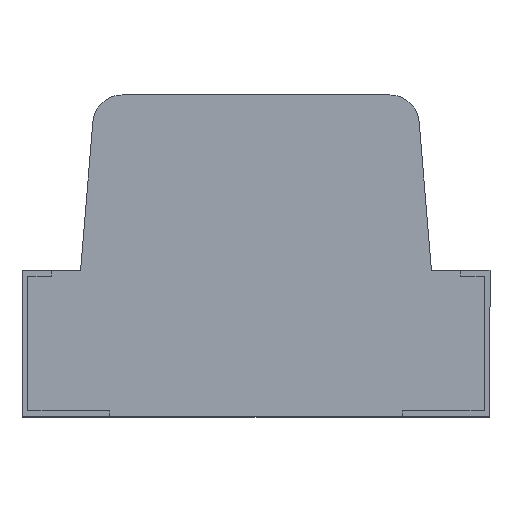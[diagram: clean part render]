
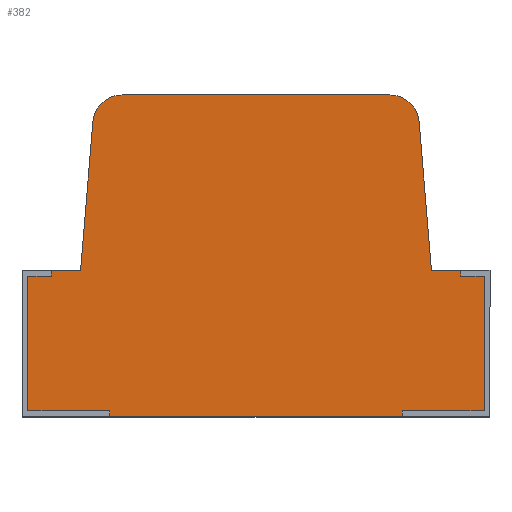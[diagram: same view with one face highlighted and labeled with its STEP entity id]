
A CAD part, top view. The second image highlights one B-rep face of the part: STEP entity #382.
In plain terms, the highlighted planar face has unit normal (0, 0, 1).
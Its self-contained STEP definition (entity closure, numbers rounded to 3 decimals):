
#2 = CARTESIAN_POINT ( 'NONE',  ( -0.7, 0.5, 0.4 ) ) ;
#22 = DIRECTION ( 'NONE',  ( -1., 0., 0. ) ) ;
#34 = LINE ( 'NONE', #1516, #752 ) ;
#39 = EDGE_CURVE ( 'NONE', #63, #727, #1341, .T. ) ;
#44 = VERTEX_POINT ( 'NONE', #1167 ) ;
#58 = CARTESIAN_POINT ( 'NONE',  ( 0.7, 0.5, 0.4 ) ) ;
#63 = VERTEX_POINT ( 'NONE', #221 ) ;
#86 = DIRECTION ( 'NONE',  ( 1., 0., 0. ) ) ;
#88 = DIRECTION ( 'NONE',  ( 0., -1., 0. ) ) ;
#93 = VERTEX_POINT ( 'NONE', #1084 ) ;
#96 = LINE ( 'NONE', #637, #1466 ) ;
#141 = DIRECTION ( 'NONE',  ( 1., 0., 0. ) ) ;
#153 = VECTOR ( 'NONE', #830, 1000. ) ;
#160 = EDGE_CURVE ( 'NONE', #340, #366, #1115, .T. ) ;
#162 = CARTESIAN_POINT ( 'NONE',  ( -0.558, 1.008, 0.4 ) ) ;
#165 = ORIENTED_EDGE ( 'NONE', *, *, #286, .T. ) ;
#180 = CARTESIAN_POINT ( 'NONE',  ( 0.8, 0.5, 0.4 ) ) ;
#188 = LINE ( 'NONE', #2, #1055 ) ;
#200 = CARTESIAN_POINT ( 'NONE',  ( -0.6, 0.5, 0.4 ) ) ;
#221 = CARTESIAN_POINT ( 'NONE',  ( 0.6, 0.5, 0.4 ) ) ;
#224 = CARTESIAN_POINT ( 'NONE',  ( -0.78, 0.02, 0.4 ) ) ;
#251 = VECTOR ( 'NONE', #141, 1000. ) ;
#252 = AXIS2_PLACEMENT_3D ( 'NONE', #717, #817, #86 ) ;
#264 = EDGE_CURVE ( 'NONE', #1498, #93, #518, .T. ) ;
#269 = LINE ( 'NONE', #682, #1226 ) ;
#286 = EDGE_CURVE ( 'NONE', #63, #1259, #96, .T. ) ;
#287 = FACE_OUTER_BOUND ( 'NONE', #964, .T. ) ;
#296 = DIRECTION ( 'NONE',  ( 1., 0., 0. ) ) ;
#318 = EDGE_CURVE ( 'NONE', #971, #685, #786, .T. ) ;
#340 = VERTEX_POINT ( 'NONE', #443 ) ;
#347 = ORIENTED_EDGE ( 'NONE', *, *, #160, .F. ) ;
#365 = VERTEX_POINT ( 'NONE', #1293 ) ;
#366 = VERTEX_POINT ( 'NONE', #1510 ) ;
#378 = VERTEX_POINT ( 'NONE', #920 ) ;
#382 = ADVANCED_FACE ( 'NONE', ( #287 ), #436, .F. ) ;
#389 = VECTOR ( 'NONE', #780, 1000. ) ;
#400 = ORIENTED_EDGE ( 'NONE', *, *, #583, .F. ) ;
#404 = DIRECTION ( 'NONE',  ( 0., -1., 0. ) ) ;
#408 = EDGE_CURVE ( 'NONE', #1112, #548, #1338, .T. ) ;
#418 = CIRCLE ( 'NONE', #252, 0.1 ) ;
#422 = VECTOR ( 'NONE', #404, 1000. ) ;
#436 = PLANE ( 'NONE',  #1028 ) ;
#439 = CARTESIAN_POINT ( 'NONE',  ( 0.8, 0.5, 0.4 ) ) ;
#443 = CARTESIAN_POINT ( 'NONE',  ( 0.78, 0.02, 0.4 ) ) ;
#445 = DIRECTION ( 'NONE',  ( 1., 0., 0. ) ) ;
#453 = DIRECTION ( 'NONE',  ( 0., 0., 1. ) ) ;
#458 = ORIENTED_EDGE ( 'NONE', *, *, #1132, .T. ) ;
#461 = VECTOR ( 'NONE', #296, 1000. ) ;
#482 = VECTOR ( 'NONE', #1417, 1000. ) ;
#512 = EDGE_CURVE ( 'NONE', #378, #44, #1318, .T. ) ;
#518 = LINE ( 'NONE', #621, #251 ) ;
#522 = EDGE_CURVE ( 'NONE', #1445, #971, #1353, .T. ) ;
#529 = EDGE_CURVE ( 'NONE', #1259, #378, #418, .T. ) ;
#530 = ORIENTED_EDGE ( 'NONE', *, *, #994, .F. ) ;
#548 = VERTEX_POINT ( 'NONE', #722 ) ;
#550 = CARTESIAN_POINT ( 'NONE',  ( 0.7, 0.5, 0.4 ) ) ;
#576 = DIRECTION ( 'NONE',  ( 1., 0., 0. ) ) ;
#583 = EDGE_CURVE ( 'NONE', #685, #365, #188, .T. ) ;
#618 = ORIENTED_EDGE ( 'NONE', *, *, #1282, .F. ) ;
#620 = ORIENTED_EDGE ( 'NONE', *, *, #522, .F. ) ;
#621 = CARTESIAN_POINT ( 'NONE',  ( 0.8, 0., 0.4 ) ) ;
#637 = CARTESIAN_POINT ( 'NONE',  ( 0.558, 1.008, 0.4 ) ) ;
#638 = ORIENTED_EDGE ( 'NONE', *, *, #1164, .F. ) ;
#651 = CARTESIAN_POINT ( 'NONE',  ( 0.7, 0.48, 0.4 ) ) ;
#672 = CARTESIAN_POINT ( 'NONE',  ( -0.5, 0.02, 0.4 ) ) ;
#678 = LINE ( 'NONE', #741, #1119 ) ;
#682 = CARTESIAN_POINT ( 'NONE',  ( 0.5, 0.02, 0.4 ) ) ;
#685 = VERTEX_POINT ( 'NONE', #1438 ) ;
#688 = ORIENTED_EDGE ( 'NONE', *, *, #39, .F. ) ;
#691 = ORIENTED_EDGE ( 'NONE', *, *, #512, .T. ) ;
#717 = CARTESIAN_POINT ( 'NONE',  ( 0.458, 1., 0.4 ) ) ;
#722 = CARTESIAN_POINT ( 'NONE',  ( 0.78, 0.48, 0.4 ) ) ;
#727 = VERTEX_POINT ( 'NONE', #550 ) ;
#741 = CARTESIAN_POINT ( 'NONE',  ( -0.5, 0.02, 0.4 ) ) ;
#744 = CARTESIAN_POINT ( 'NONE',  ( -0.78, 0.02, 0.4 ) ) ;
#745 = ORIENTED_EDGE ( 'NONE', *, *, #891, .F. ) ;
#750 = VECTOR ( 'NONE', #811, 1000. ) ;
#752 = VECTOR ( 'NONE', #1540, 1000. ) ;
#766 = VERTEX_POINT ( 'NONE', #1519 ) ;
#773 = EDGE_CURVE ( 'NONE', #1498, #1033, #1085, .T. ) ;
#780 = DIRECTION ( 'NONE',  ( -0.083, -0.997, 0. ) ) ;
#783 = CARTESIAN_POINT ( 'NONE',  ( -0.5, 0., 0.4 ) ) ;
#786 = LINE ( 'NONE', #1407, #461 ) ;
#787 = DIRECTION ( 'NONE',  ( -0.083, 0.997, 0. ) ) ;
#802 = CARTESIAN_POINT ( 'NONE',  ( 0.78, 0.48, 0.4 ) ) ;
#811 = DIRECTION ( 'NONE',  ( 1., 0., 0. ) ) ;
#817 = DIRECTION ( 'NONE',  ( 0., 0., 1. ) ) ;
#821 = ORIENTED_EDGE ( 'NONE', *, *, #870, .T. ) ;
#828 = LINE ( 'NONE', #162, #389 ) ;
#830 = DIRECTION ( 'NONE',  ( 0., 1., 0. ) ) ;
#870 = EDGE_CURVE ( 'NONE', #44, #766, #1489, .T. ) ;
#891 = EDGE_CURVE ( 'NONE', #548, #340, #1280, .T. ) ;
#920 = CARTESIAN_POINT ( 'NONE',  ( 0.458, 1.1, 0.4 ) ) ;
#927 = DIRECTION ( 'NONE',  ( 0., -1., 0. ) ) ;
#928 = DIRECTION ( 'NONE',  ( 0., 0., -1. ) ) ;
#929 = VECTOR ( 'NONE', #576, 1000. ) ;
#964 = EDGE_LOOP ( 'NONE', ( #618, #400, #1180, #620, #530, #1461, #1404, #1439, #347, #745, #1019, #638, #688, #165, #1316, #691, #821, #458 ) ) ;
#971 = VERTEX_POINT ( 'NONE', #1104 ) ;
#994 = EDGE_CURVE ( 'NONE', #1033, #1445, #678, .T. ) ;
#1019 = ORIENTED_EDGE ( 'NONE', *, *, #408, .F. ) ;
#1028 = AXIS2_PLACEMENT_3D ( 'NONE', #180, #928, #1399 ) ;
#1033 = VERTEX_POINT ( 'NONE', #1342 ) ;
#1045 = VECTOR ( 'NONE', #88, 1000. ) ;
#1055 = VECTOR ( 'NONE', #1339, 1000. ) ;
#1082 = LINE ( 'NONE', #58, #422 ) ;
#1083 = CARTESIAN_POINT ( 'NONE',  ( -0.458, 1., 0.4 ) ) ;
#1084 = CARTESIAN_POINT ( 'NONE',  ( 0.5, 0., 0.4 ) ) ;
#1085 = LINE ( 'NONE', #672, #1189 ) ;
#1104 = CARTESIAN_POINT ( 'NONE',  ( -0.78, 0.48, 0.4 ) ) ;
#1112 = VERTEX_POINT ( 'NONE', #651 ) ;
#1115 = LINE ( 'NONE', #1360, #1301 ) ;
#1119 = VECTOR ( 'NONE', #1214, 1000. ) ;
#1132 = EDGE_CURVE ( 'NONE', #766, #1217, #828, .T. ) ;
#1162 = DIRECTION ( 'NONE',  ( 0., 1., 0. ) ) ;
#1164 = EDGE_CURVE ( 'NONE', #727, #1112, #1082, .T. ) ;
#1167 = CARTESIAN_POINT ( 'NONE',  ( -0.458, 1.1, 0.4 ) ) ;
#1169 = CARTESIAN_POINT ( 'NONE',  ( 0.558, 1.008, 0.4 ) ) ;
#1180 = ORIENTED_EDGE ( 'NONE', *, *, #318, .F. ) ;
#1189 = VECTOR ( 'NONE', #1162, 1000. ) ;
#1214 = DIRECTION ( 'NONE',  ( -1., 0., 0. ) ) ;
#1217 = VERTEX_POINT ( 'NONE', #200 ) ;
#1226 = VECTOR ( 'NONE', #927, 1000. ) ;
#1232 = AXIS2_PLACEMENT_3D ( 'NONE', #1083, #453, #445 ) ;
#1259 = VERTEX_POINT ( 'NONE', #1169 ) ;
#1280 = LINE ( 'NONE', #1306, #1045 ) ;
#1282 = EDGE_CURVE ( 'NONE', #365, #1217, #34, .T. ) ;
#1293 = CARTESIAN_POINT ( 'NONE',  ( -0.7, 0.5, 0.4 ) ) ;
#1297 = EDGE_CURVE ( 'NONE', #366, #93, #269, .T. ) ;
#1301 = VECTOR ( 'NONE', #22, 1000. ) ;
#1306 = CARTESIAN_POINT ( 'NONE',  ( 0.78, 0.02, 0.4 ) ) ;
#1316 = ORIENTED_EDGE ( 'NONE', *, *, #529, .T. ) ;
#1318 = LINE ( 'NONE', #1545, #482 ) ;
#1338 = LINE ( 'NONE', #802, #750 ) ;
#1339 = DIRECTION ( 'NONE',  ( 0., 1., 0. ) ) ;
#1341 = LINE ( 'NONE', #439, #929 ) ;
#1342 = CARTESIAN_POINT ( 'NONE',  ( -0.5, 0.02, 0.4 ) ) ;
#1353 = LINE ( 'NONE', #224, #153 ) ;
#1360 = CARTESIAN_POINT ( 'NONE',  ( 0.5, 0.02, 0.4 ) ) ;
#1399 = DIRECTION ( 'NONE',  ( -1., 0., 0. ) ) ;
#1404 = ORIENTED_EDGE ( 'NONE', *, *, #264, .T. ) ;
#1407 = CARTESIAN_POINT ( 'NONE',  ( -0.78, 0.48, 0.4 ) ) ;
#1417 = DIRECTION ( 'NONE',  ( -1., 0., 0. ) ) ;
#1438 = CARTESIAN_POINT ( 'NONE',  ( -0.7, 0.48, 0.4 ) ) ;
#1439 = ORIENTED_EDGE ( 'NONE', *, *, #1297, .F. ) ;
#1445 = VERTEX_POINT ( 'NONE', #744 ) ;
#1461 = ORIENTED_EDGE ( 'NONE', *, *, #773, .F. ) ;
#1466 = VECTOR ( 'NONE', #787, 1000. ) ;
#1489 = CIRCLE ( 'NONE', #1232, 0.1 ) ;
#1498 = VERTEX_POINT ( 'NONE', #783 ) ;
#1510 = CARTESIAN_POINT ( 'NONE',  ( 0.5, 0.02, 0.4 ) ) ;
#1516 = CARTESIAN_POINT ( 'NONE',  ( 0.8, 0.5, 0.4 ) ) ;
#1519 = CARTESIAN_POINT ( 'NONE',  ( -0.558, 1.008, 0.4 ) ) ;
#1540 = DIRECTION ( 'NONE',  ( 1., 0., 0. ) ) ;
#1545 = CARTESIAN_POINT ( 'NONE',  ( 0.458, 1.1, 0.4 ) ) ;
